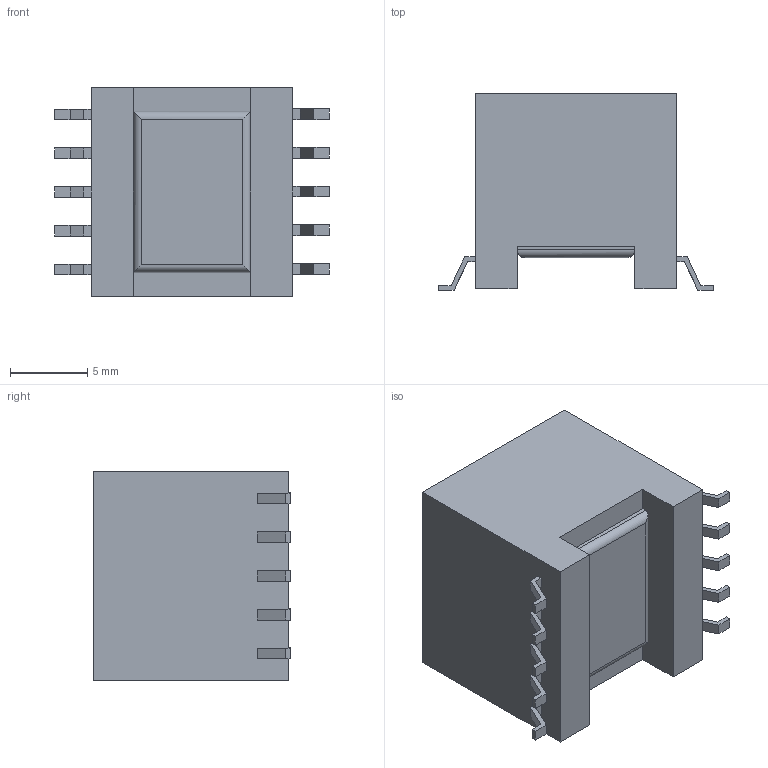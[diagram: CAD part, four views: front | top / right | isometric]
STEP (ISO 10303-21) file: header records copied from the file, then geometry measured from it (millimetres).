
FILE_DESCRIPTION (( 'STEP AP214' ), '1' );
FILE_NAME ('Coilcraft-DA2383-AL-DEFAULT.STEP', '2011-04-23T05:59:48', ( 'SysAdmin' ), ( 'SolidWorks' ), 'SwSTEP 2.0', 'SolidWorks 2011', '' );
FILE_SCHEMA (( 'AUTOMOTIVE_DESIGN' ));
Length unit declared in the file: millimetre
Products named in the file (1): Coilcraft-DA2383-AL-DEFAULT
Bounding box: 17.75 x 12.7 x 13.46 mm (x, y, z)
Surface area: 1139.2 mm2 (no closed solid volume)
Topology: 0 solids, 1 shells, 517 faces, 1281 edges, 804 vertices
Faces by surface type: bspline 270, plane 241, cylinder 6
Entity records: 26485 total; most frequent: CARTESIAN_POINT 10485, ORIENTED_EDGE 2558, EDGE_CURVE 1281, DIRECTION 1235, VERTEX_POINT 804, VECTOR 731, LINE 731, EDGE_LOOP 557
